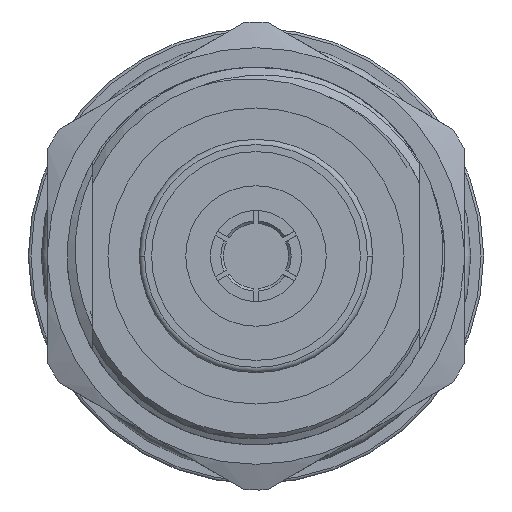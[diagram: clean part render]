
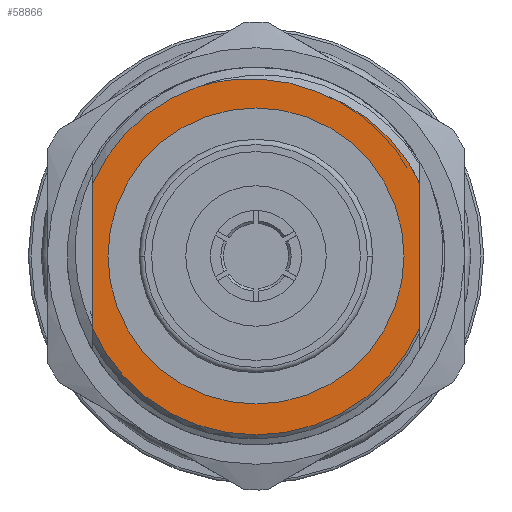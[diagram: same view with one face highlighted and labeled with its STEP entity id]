
A CAD part, left-side view. The second image highlights one B-rep face of the part: STEP entity #58866.
In plain terms, the highlighted planar face has unit normal (-1, 0, 0).
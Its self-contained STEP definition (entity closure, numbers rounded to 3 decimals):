
#19902=CARTESIAN_POINT('',(-17.931,0.,0.));
#19903=DIRECTION('',(-1.,0.,0.));
#19904=DIRECTION('',(0.,0.318,0.948));
#19905=AXIS2_PLACEMENT_3D('',#19902,#19903,#19904);
#19907=CARTESIAN_POINT('',(-17.931,12.6,5.508));
#19940=CARTESIAN_POINT('',(-17.931,12.6,-5.508));
#19942=CARTESIAN_POINT('',(-17.931,0.,0.));
#19943=DIRECTION('',(-1.,0.,0.));
#19944=DIRECTION('',(0.,0.916,-0.401));
#19945=AXIS2_PLACEMENT_3D('',#19942,#19943,#19944);
#19947=CARTESIAN_POINT('',(-17.931,-12.6,-5.508));
#19976=CARTESIAN_POINT('',(-17.931,-12.6,5.508));
#19978=CARTESIAN_POINT('',(-17.931,0.,0.));
#19979=DIRECTION('',(-1.,0.,0.));
#19980=DIRECTION('',(0.,-0.916,0.401));
#19981=AXIS2_PLACEMENT_3D('',#19978,#19979,#19980);
#20503=CARTESIAN_POINT('',(-17.931,0.,0.));
#20504=DIRECTION('',(-1.,0.,0.));
#20505=DIRECTION('',(0.,1.,0.));
#20506=AXIS2_PLACEMENT_3D('',#20503,#20504,#20505);
#20508=CARTESIAN_POINT('',(-17.931,0.,0.));
#20509=DIRECTION('',(-1.,0.,0.));
#20510=DIRECTION('',(0.,-1.,0.));
#20511=AXIS2_PLACEMENT_3D('',#20508,#20509,#20510);
#20513=DIRECTION('',(0.,0.,1.));
#20514=VECTOR('',#20513,11.017);
#20515=CARTESIAN_POINT('',(-17.931,12.6,-5.508));
#20516=LINE('',#20515,#20514);
#20517=CARTESIAN_POINT('',(-17.931,-4.658,
12.641));
#20518=CARTESIAN_POINT('',(-17.931,-4.09,
12.87));
#20519=CARTESIAN_POINT('',(-17.931,-2.932,
13.248));
#20520=CARTESIAN_POINT('',(-17.931,-1.121,
13.579));
#20521=CARTESIAN_POINT('',(-17.931,0.736,
13.662));
#20522=CARTESIAN_POINT('',(-17.931,2.573,
13.494));
#20523=CARTESIAN_POINT('',(-17.931,3.779,
13.217));
#20524=CARTESIAN_POINT('',(-17.931,4.378,
13.036));
#20526=CARTESIAN_POINT('',(-17.931,-11.79,
7.079));
#20527=CARTESIAN_POINT('',(-17.931,-11.483,
7.556));
#20528=CARTESIAN_POINT('',(-17.931,-10.811,
8.472));
#20529=CARTESIAN_POINT('',(-17.931,-9.634,
9.719));
#20530=CARTESIAN_POINT('',(-17.931,-8.245,
10.862));
#20531=CARTESIAN_POINT('',(-17.931,-6.582,
11.883));
#20532=CARTESIAN_POINT('',(-17.931,-5.328,
12.417));
#20533=CARTESIAN_POINT('',(-17.931,-4.658,
12.641));
#20535=DIRECTION('',(0.,0.,-1.));
#20536=VECTOR('',#20535,11.017);
#20537=CARTESIAN_POINT('',(-17.931,-12.6,5.508));
#20538=LINE('',#20537,#20536);
#21993=CARTESIAN_POINT('',(-17.931,11.379,0.));
#21994=CARTESIAN_POINT('',(-17.931,-11.379,0.));
#21995=VERTEX_POINT('',#21993);
#21996=VERTEX_POINT('',#21994);
#24760=VERTEX_POINT('',#20526);
#24761=VERTEX_POINT('',#20533);
#24762=VERTEX_POINT('',#20524);
#24816=VERTEX_POINT('',#19940);
#24817=VERTEX_POINT('',#19907);
#24820=VERTEX_POINT('',#19976);
#24821=VERTEX_POINT('',#19947);
#58846=CARTESIAN_POINT('',(-17.931,0.,0.));
#58847=DIRECTION('',(1.,0.,0.));
#58848=DIRECTION('',(0.,0.,1.));
#58849=AXIS2_PLACEMENT_3D('',#58846,#58847,#58848);
#58850=PLANE('',#58849);
#58851=ORIENTED_EDGE('',*,*,#53879,.T.);
#58852=ORIENTED_EDGE('',*,*,#54647,.F.);
#58853=ORIENTED_EDGE('',*,*,#55416,.F.);
#58854=ORIENTED_EDGE('',*,*,#54633,.F.);
#58855=ORIENTED_EDGE('',*,*,#54675,.F.);
#58856=ORIENTED_EDGE('',*,*,#53770,.T.);
#58857=ORIENTED_EDGE('',*,*,#54662,.F.);
#58858=EDGE_LOOP('',(#58851,#58852,#58853,#58854,#58855,#58856,#58857));
#58859=FACE_OUTER_BOUND('',#58858,.F.);
#58861=ORIENTED_EDGE('',*,*,#58860,.T.);
#58863=ORIENTED_EDGE('',*,*,#58862,.T.);
#58864=EDGE_LOOP('',(#58861,#58863));
#58865=FACE_BOUND('',#58864,.F.);
#19906=CIRCLE('',#19905,13.751);
#19946=CIRCLE('',#19945,13.751);
#19982=CIRCLE('',#19981,13.751);
#20507=CIRCLE('',#20506,11.379);
#20512=CIRCLE('',#20511,11.379);
#20525=B_SPLINE_CURVE_WITH_KNOTS('',3,(#20517,#20518,#20519,#20520,#20521,
#20522,#20523,#20524),.UNSPECIFIED.,.F.,.F.,(4,1,1,1,1,4),(0.,0.2,0.4,
0.6,0.8,1.),.UNSPECIFIED.);
#20534=B_SPLINE_CURVE_WITH_KNOTS('',3,(#20526,#20527,#20528,#20529,#20530,
#20531,#20532,#20533),.UNSPECIFIED.,.F.,.F.,(4,1,1,1,1,4),(0.,0.2,0.4,
0.6,0.8,1.),.UNSPECIFIED.);
#53770=EDGE_CURVE('',#24820,#24821,#20538,.T.);
#53879=EDGE_CURVE('',#24816,#24817,#20516,.T.);
#54633=EDGE_CURVE('',#24760,#24761,#20534,.T.);
#54647=EDGE_CURVE('',#24762,#24817,#19906,.T.);
#54662=EDGE_CURVE('',#24816,#24821,#19946,.T.);
#54675=EDGE_CURVE('',#24820,#24760,#19982,.T.);
#55416=EDGE_CURVE('',#24761,#24762,#20525,.T.);
#58860=EDGE_CURVE('',#21995,#21996,#20507,.T.);
#58862=EDGE_CURVE('',#21996,#21995,#20512,.T.);
#58866=ADVANCED_FACE('',(#58859,#58865),#58850,.F.);
